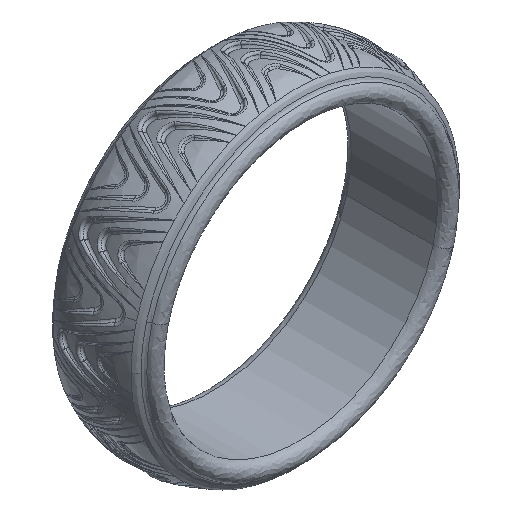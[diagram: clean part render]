
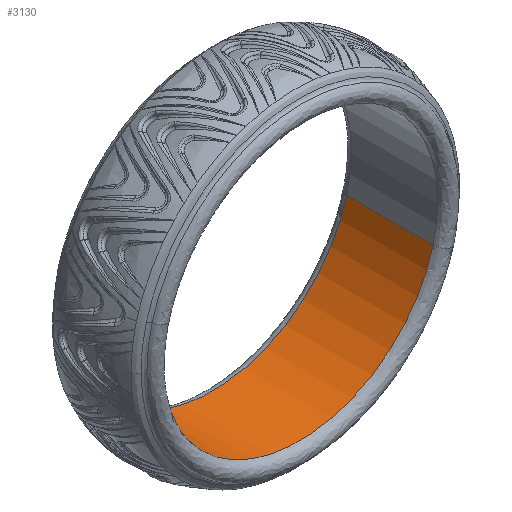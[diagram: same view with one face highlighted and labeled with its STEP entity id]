
A CAD part, isometric view. The second image highlights one B-rep face of the part: STEP entity #3130.
In plain terms, the highlighted free-form (B-spline) face has degree [2, 1] with [5, 2] control points.
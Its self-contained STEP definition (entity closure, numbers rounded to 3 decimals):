
#1436 = VERTEX_POINT('',#1437);
#1437 = CARTESIAN_POINT('',(-7.116,2.302,1.907
    ));
#1445 = EDGE_CURVE('',#1446,#1436,#1448,.T.);
#1446 = VERTEX_POINT('',#1447);
#1447 = CARTESIAN_POINT('',(7.116,2.302,-1.907
    ));
#1448 = ( BOUNDED_CURVE() B_SPLINE_CURVE(2,(#1449,#1450,#1451,#1452,
#1453),.UNSPECIFIED.,.F.,.F.) B_SPLINE_CURVE_WITH_KNOTS((3,2,3),(0.,
1.571,3.142),.PIECEWISE_BEZIER_KNOTS.) CURVE() 
GEOMETRIC_REPRESENTATION_ITEM() RATIONAL_B_SPLINE_CURVE((1.,
0.707,1.,0.707,1.)) REPRESENTATION_ITEM('') );
#1449 = CARTESIAN_POINT('',(7.116,2.302,-1.907
    ));
#1450 = CARTESIAN_POINT('',(5.209,2.302,
    -9.023));
#1451 = CARTESIAN_POINT('',(-1.907,2.302,
    -7.116));
#1452 = CARTESIAN_POINT('',(-9.023,2.302,
    -5.209));
#1453 = CARTESIAN_POINT('',(-7.116,2.302,1.907
    ));
#1492 = EDGE_CURVE('',#1493,#1446,#1495,.T.);
#1493 = VERTEX_POINT('',#1494);
#1494 = CARTESIAN_POINT('',(7.116,-2.302,
    -1.907));
#1495 = B_SPLINE_CURVE_WITH_KNOTS('',1,(#1496,#1497),.UNSPECIFIED.,.F.,
  .F.,(2,2),(-5.8,-0.8),.PIECEWISE_BEZIER_KNOTS.);
#1496 = CARTESIAN_POINT('',(7.116,-2.302,
    -1.907));
#1497 = CARTESIAN_POINT('',(7.116,2.302,-1.907
    ));
#1507 = EDGE_CURVE('',#1508,#1436,#1510,.T.);
#1508 = VERTEX_POINT('',#1509);
#1509 = CARTESIAN_POINT('',(-7.116,-2.302,
    1.907));
#1510 = B_SPLINE_CURVE_WITH_KNOTS('',1,(#1511,#1512),.UNSPECIFIED.,.F.,
  .F.,(2,2),(-5.8,-0.8),.PIECEWISE_BEZIER_KNOTS.);
#1511 = CARTESIAN_POINT('',(-7.116,-2.302,
    1.907));
#1512 = CARTESIAN_POINT('',(-7.116,2.302,1.907
    ));
#1536 = EDGE_CURVE('',#1493,#1508,#1537,.T.);
#1537 = ( BOUNDED_CURVE() B_SPLINE_CURVE(2,(#1538,#1539,#1540,#1541,
#1542),.UNSPECIFIED.,.F.,.F.) B_SPLINE_CURVE_WITH_KNOTS((3,2,3),(0.,
1.571,3.142),.PIECEWISE_BEZIER_KNOTS.) CURVE() 
GEOMETRIC_REPRESENTATION_ITEM() RATIONAL_B_SPLINE_CURVE((1.,
0.707,1.,0.707,1.)) REPRESENTATION_ITEM('') );
#1538 = CARTESIAN_POINT('',(7.116,-2.302,
    -1.907));
#1539 = CARTESIAN_POINT('',(5.209,-2.302,
    -9.023));
#1540 = CARTESIAN_POINT('',(-1.907,-2.302,
    -7.116));
#1541 = CARTESIAN_POINT('',(-9.023,-2.302,
    -5.209));
#1542 = CARTESIAN_POINT('',(-7.116,-2.302,
    1.907));
#3130 = ADVANCED_FACE('',(#3131),#3137,.F.);
#3131 = FACE_BOUND('',#3132,.F.);
#3132 = EDGE_LOOP('',(#3133,#3134,#3135,#3136));
#3133 = ORIENTED_EDGE('',*,*,#1445,.F.);
#3134 = ORIENTED_EDGE('',*,*,#1492,.F.);
#3135 = ORIENTED_EDGE('',*,*,#1536,.T.);
#3136 = ORIENTED_EDGE('',*,*,#1507,.T.);
#3137 = ( BOUNDED_SURFACE() B_SPLINE_SURFACE(2,1,(
    (#3138,#3139)
    ,(#3140,#3141)
    ,(#3142,#3143)
    ,(#3144,#3145)
    ,(#3146,#3147
)),.UNSPECIFIED.,.F.,.F.,.F.) B_SPLINE_SURFACE_WITH_KNOTS((3,2,3),(2,2),
  (0.,1.571,3.142),(-5.8,-0.8),
.PIECEWISE_BEZIER_KNOTS.) GEOMETRIC_REPRESENTATION_ITEM() 
RATIONAL_B_SPLINE_SURFACE((
    (1.,1.)
    ,(0.707,0.707)
    ,(1.,1.)
    ,(0.707,0.707)
,(1.,1.))) REPRESENTATION_ITEM('') SURFACE() );
#3138 = CARTESIAN_POINT('',(7.116,-2.302,
    -1.907));
#3139 = CARTESIAN_POINT('',(7.116,2.302,-1.907
    ));
#3140 = CARTESIAN_POINT('',(5.209,-2.302,
    -9.023));
#3141 = CARTESIAN_POINT('',(5.209,2.302,
    -9.023));
#3142 = CARTESIAN_POINT('',(-1.907,-2.302,
    -7.116));
#3143 = CARTESIAN_POINT('',(-1.907,2.302,
    -7.116));
#3144 = CARTESIAN_POINT('',(-9.023,-2.302,
    -5.209));
#3145 = CARTESIAN_POINT('',(-9.023,2.302,
    -5.209));
#3146 = CARTESIAN_POINT('',(-7.116,-2.302,
    1.907));
#3147 = CARTESIAN_POINT('',(-7.116,2.302,1.907
    ));
